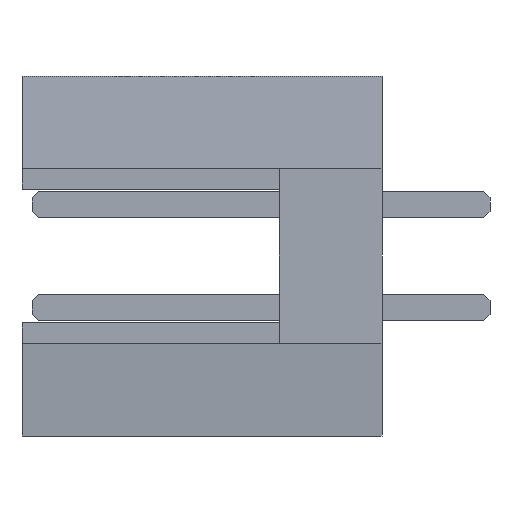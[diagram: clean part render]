
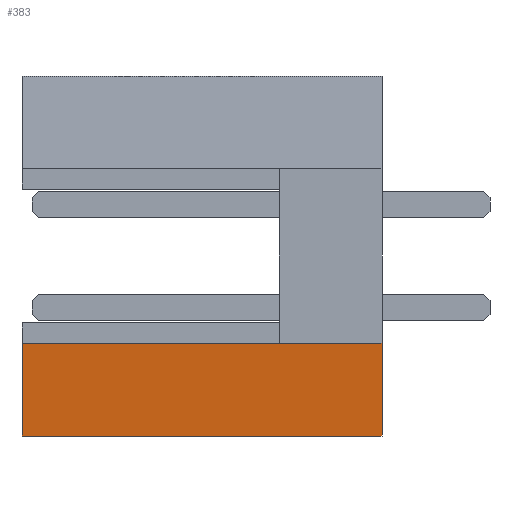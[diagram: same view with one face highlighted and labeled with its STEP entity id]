
A CAD part, left-side view. The second image highlights one B-rep face of the part: STEP entity #383.
In plain terms, the highlighted planar face has unit normal (-0.996, 0, -0.087).
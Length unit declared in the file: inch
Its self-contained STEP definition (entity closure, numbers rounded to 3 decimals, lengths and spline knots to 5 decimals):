
#383=ADVANCED_FACE( '', ( #703 ), #704, .F. );
#703=FACE_OUTER_BOUND( '', #1124, .T. );
#704=PLANE( '', #1125 );
#1124=EDGE_LOOP( '', ( #1985, #1986, #1987, #1988, #1989 ) );
#1125=AXIS2_PLACEMENT_3D( '', #1990, #1991, #1992 );
#1985=ORIENTED_EDGE( '', *, *, #3469, .T. );
#1986=ORIENTED_EDGE( '', *, *, #3470, .F. );
#1987=ORIENTED_EDGE( '', *, *, #3258, .F. );
#1988=ORIENTED_EDGE( '', *, *, #3471, .F. );
#1989=ORIENTED_EDGE( '', *, *, #3472, .T. );
#1990=CARTESIAN_POINT( '', ( -0.38213, 0.35, -0.175 ) );
#1991=DIRECTION( '', ( 0.996, 0., 0.087 ) );
#1992=DIRECTION( '', ( 0.087, 0., -0.996 ) );
#2858=CARTESIAN_POINT( '', ( -0.39, 0.35, -0.085 ) );
#3258=EDGE_CURVE( '', #4126, #4127, #4128, .T. );
#3469=EDGE_CURVE( '', #4428, #4429, #4430, .T. );
#3470=EDGE_CURVE( '', #4127, #4429, #4128, .T. );
#3471=EDGE_CURVE( '', #4431, #4126, #4432, .T. );
#3472=EDGE_CURVE( '', #4431, #4428, #4433, .T. );
#4126=VERTEX_POINT( '', #2858 );
#4127=VERTEX_POINT( '', #5046 );
#4128=LINE( '', #2858, #4896 );
#4428=VERTEX_POINT( '', #5207 );
#4429=VERTEX_POINT( '', #5208 );
#4430=LINE( '', #5207, #5209 );
#4431=VERTEX_POINT( '', #1990 );
#4432=LINE( '', #1990, #5209 );
#4433=LINE( '', #1990, #4896 );
#4896=VECTOR( '', #5321, 39.37008 );
#5046=CARTESIAN_POINT( '', ( -0.39, 0.1, -0.085 ) );
#5207=CARTESIAN_POINT( '', ( -0.38213, 0., -0.175 ) );
#5208=CARTESIAN_POINT( '', ( -0.39, 0., -0.085 ) );
#5209=VECTOR( '', #5338, 39.37008 );
#5321=DIRECTION( '', ( 0., -1., 0. ) );
#5338=DIRECTION( '', ( -0.087, 0., 0.996 ) );
